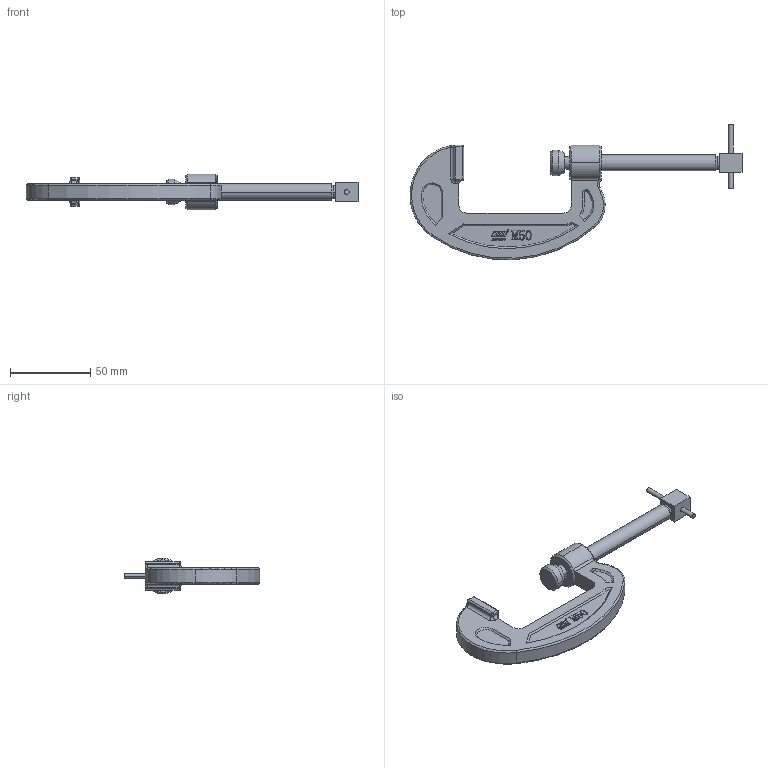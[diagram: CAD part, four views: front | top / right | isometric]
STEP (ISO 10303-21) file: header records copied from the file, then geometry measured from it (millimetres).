
FILE_DESCRIPTION (( 'STEP AP203' ), '1' );
FILE_NAME ('M50.STEP', '2023-12-06T02:41:53', ( '微软用户' ), ( '微软中国' ), 'SwSTEP 2.0', 'SolidWorks 2012', '' );
FILE_SCHEMA (( 'CONFIG_CONTROL_DESIGN' ));
Length unit declared in the file: millimetre
Products named in the file (3): M50; 挴裝; 菁釱
Assembly tree (2 placements, depth 2):
  M50
    菁釱
    挴裝
Bounding box: 206.75 x 84.3 x 22.2 mm (x, y, z)
Volume: 56626.6 mm3; surface area: 19448.6 mm2
Topology: 2 solids, 2 shells, 415 faces, 1092 edges, 706 vertices
Faces by surface type: plane 191, bspline 96, cylinder 77, cone 33, torus 12, sphere 6
Entity records: 16763 total; most frequent: CARTESIAN_POINT 6780, ORIENTED_EDGE 2172, DIRECTION 1728, EDGE_CURVE 1086, VERTEX_POINT 706, VECTOR 648, LINE 648, AXIS2_PLACEMENT_3D 540
